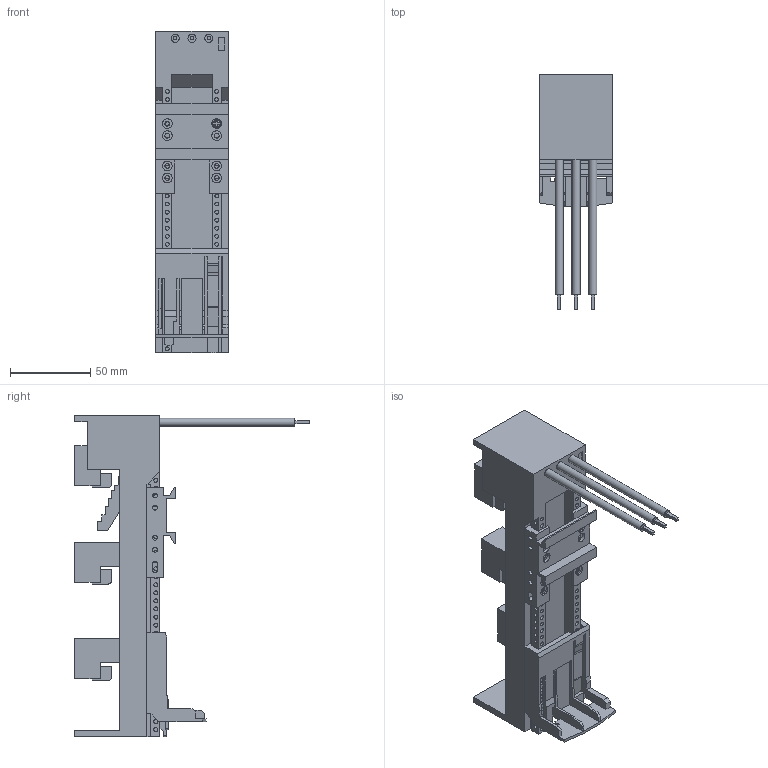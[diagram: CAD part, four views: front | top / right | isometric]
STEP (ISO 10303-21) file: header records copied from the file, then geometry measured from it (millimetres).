
FILE_DESCRIPTION(/* description */ ('STEP AP214'),/* implementation_level */ '2;1');
FILE_NAME(/* name */ '32445',/* time_stamp */ '2023-10-05T13:30:10+02:00',/* author */ ('License CC BY-ND 4.0'),/* organization */ ('CADENAS'),/* preprocessor_version */ 'ST-DEVELOPER v19.3',/* originating_system */ 'PARTsolutions',/* authorisation */ ' ');
FILE_SCHEMA (('AUTOMOTIVE_DESIGN {1 0 10303 214 3 1 1}'));
Length unit declared in the file: millimetre
Products named in the file (6): 32445; 32952; 80034CrossBoardScrew; 79350ACrossBoardAdapter; AWG12939; Basis45x200
Assembly tree (7 placements, depth 2):
  32445
    32952
    80034CrossBoardScrew
    79350ACrossBoardAdapter
    AWG12939  x3
    Basis45x200
Bounding box: 45 x 146 x 200 mm (x, y, z)
Volume: 271386.6 mm3; surface area: 79322.3 mm2
Topology: 7 solids, 7 shells, 574 faces, 1441 edges, 958 vertices
Faces by surface type: plane 393, cylinder 178, sphere 2, torus 1
Full cylindrical faces by diameter (mm): 2.4 x66, 2.5 x65, 3 x16, 5 x4, 6 x8
Entity records: 18900 total; most frequent: CARTESIAN_POINT 3283, DIRECTION 2606, ORIENTED_EDGE 2368, EDGE_CURVE 1184, EDGE_LOOP 959, FACE_BOUND 959, AXIS2_PLACEMENT_3D 928, VERTEX_POINT 869
